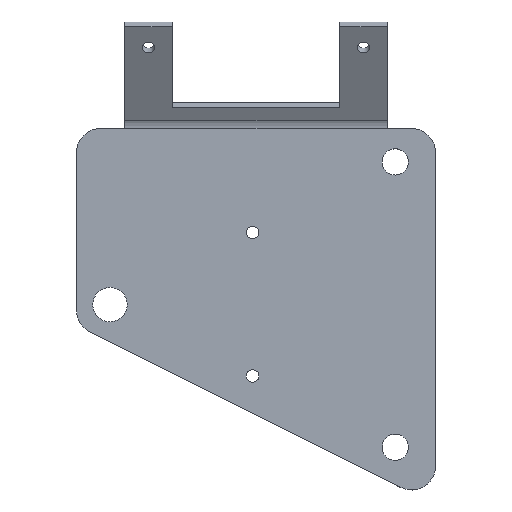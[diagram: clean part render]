
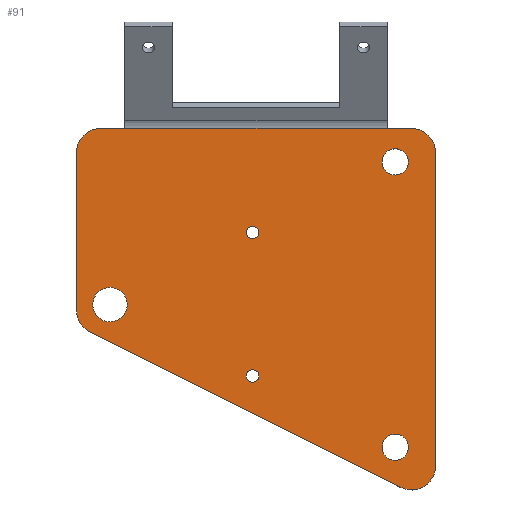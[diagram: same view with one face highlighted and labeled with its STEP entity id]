
A CAD part, top view. The second image highlights one B-rep face of the part: STEP entity #91.
In plain terms, the highlighted planar face has unit normal (0, 0, 1).
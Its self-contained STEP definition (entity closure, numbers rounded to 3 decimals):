
#37=FACE_BOUND('',#154,.T.);
#38=FACE_BOUND('',#155,.T.);
#39=FACE_BOUND('',#156,.T.);
#40=FACE_BOUND('',#157,.T.);
#41=FACE_BOUND('',#158,.T.);
#42=FACE_BOUND('',#159,.T.);
#91=ADVANCED_FACE('',(#37,#38,#39,#40,#41,#42),#116,.F.);
#116=PLANE('',#879);
#154=EDGE_LOOP('',(#231));
#155=EDGE_LOOP('',(#232));
#156=EDGE_LOOP('',(#233));
#157=EDGE_LOOP('',(#234));
#158=EDGE_LOOP('',(#235));
#159=EDGE_LOOP('',(#236,#237,#238,#239,#240,#241,#242,#243,#244,#245));
#231=ORIENTED_EDGE('',*,*,#413,.T.);
#232=ORIENTED_EDGE('',*,*,#414,.T.);
#233=ORIENTED_EDGE('',*,*,#415,.T.);
#234=ORIENTED_EDGE('',*,*,#416,.T.);
#235=ORIENTED_EDGE('',*,*,#417,.T.);
#236=ORIENTED_EDGE('',*,*,#395,.F.);
#237=ORIENTED_EDGE('',*,*,#412,.F.);
#238=ORIENTED_EDGE('',*,*,#409,.F.);
#239=ORIENTED_EDGE('',*,*,#391,.F.);
#240=ORIENTED_EDGE('',*,*,#418,.F.);
#241=ORIENTED_EDGE('',*,*,#385,.F.);
#242=ORIENTED_EDGE('',*,*,#407,.F.);
#243=ORIENTED_EDGE('',*,*,#404,.F.);
#244=ORIENTED_EDGE('',*,*,#401,.F.);
#245=ORIENTED_EDGE('',*,*,#398,.F.);
#335=VERTEX_POINT('',#1165);
#336=VERTEX_POINT('',#1166);
#341=VERTEX_POINT('',#1177);
#342=VERTEX_POINT('',#1179);
#345=VERTEX_POINT('',#1186);
#346=VERTEX_POINT('',#1188);
#348=VERTEX_POINT('',#1194);
#350=VERTEX_POINT('',#1200);
#352=VERTEX_POINT('',#1206);
#354=VERTEX_POINT('',#1215);
#355=VERTEX_POINT('',#1222);
#356=VERTEX_POINT('',#1224);
#357=VERTEX_POINT('',#1226);
#358=VERTEX_POINT('',#1228);
#359=VERTEX_POINT('',#1230);
#385=EDGE_CURVE('',#335,#336,#626,.T.);
#391=EDGE_CURVE('',#341,#342,#632,.T.);
#395=EDGE_CURVE('',#345,#346,#471,.T.);
#398=EDGE_CURVE('',#346,#348,#637,.T.);
#401=EDGE_CURVE('',#348,#350,#473,.T.);
#404=EDGE_CURVE('',#350,#352,#641,.T.);
#407=EDGE_CURVE('',#352,#335,#475,.T.);
#409=EDGE_CURVE('',#342,#354,#477,.T.);
#412=EDGE_CURVE('',#354,#345,#645,.T.);
#413=EDGE_CURVE('',#355,#355,#478,.T.);
#414=EDGE_CURVE('',#356,#356,#479,.T.);
#415=EDGE_CURVE('',#357,#357,#480,.T.);
#416=EDGE_CURVE('',#358,#358,#481,.T.);
#417=EDGE_CURVE('',#359,#359,#482,.T.);
#418=EDGE_CURVE('',#336,#341,#646,.T.);
#471=CIRCLE('',#860,5.);
#473=CIRCLE('',#864,5.);
#475=CIRCLE('',#868,5.);
#477=CIRCLE('',#871,5.);
#478=CIRCLE('',#874,1.3);
#479=CIRCLE('',#875,1.3);
#480=CIRCLE('',#876,3.6);
#481=CIRCLE('',#877,2.75);
#482=CIRCLE('',#878,2.75);
#626=LINE('',#1164,#693);
#632=LINE('',#1178,#699);
#637=LINE('',#1193,#704);
#641=LINE('',#1205,#708);
#645=LINE('',#1219,#712);
#646=LINE('',#1231,#713);
#693=VECTOR('',#967,1.);
#699=VECTOR('',#975,1.);
#704=VECTOR('',#988,1.);
#708=VECTOR('',#1000,1.);
#712=VECTOR('',#1018,1.);
#713=VECTOR('',#1031,1.);
#860=AXIS2_PLACEMENT_3D('',#1187,#982,#983);
#864=AXIS2_PLACEMENT_3D('',#1199,#994,#995);
#868=AXIS2_PLACEMENT_3D('',#1210,#1006,#1007);
#871=AXIS2_PLACEMENT_3D('',#1214,#1012,#1013);
#874=AXIS2_PLACEMENT_3D('',#1221,#1021,#1022);
#875=AXIS2_PLACEMENT_3D('',#1223,#1023,#1024);
#876=AXIS2_PLACEMENT_3D('',#1225,#1025,#1026);
#877=AXIS2_PLACEMENT_3D('',#1227,#1027,#1028);
#878=AXIS2_PLACEMENT_3D('',#1229,#1029,#1030);
#879=AXIS2_PLACEMENT_3D('',#1232,#1032,#1033);
#967=DIRECTION('',(1.,0.,0.));
#975=DIRECTION('',(1.,0.,0.));
#982=DIRECTION('',(0.,0.,-1.));
#983=DIRECTION('',(1.,0.,0.));
#988=DIRECTION('',(-0.894,0.447,0.));
#994=DIRECTION('',(0.,0.,-1.));
#995=DIRECTION('',(1.,0.,0.));
#1000=DIRECTION('',(0.,1.,0.));
#1006=DIRECTION('',(0.,0.,-1.));
#1007=DIRECTION('',(1.,0.,0.));
#1012=DIRECTION('',(0.,0.,-1.));
#1013=DIRECTION('',(1.,0.,0.));
#1018=DIRECTION('',(0.,-1.,0.));
#1021=DIRECTION('',(0.,0.,-1.));
#1022=DIRECTION('',(-1.,0.,0.));
#1023=DIRECTION('',(0.,0.,-1.));
#1024=DIRECTION('',(-1.,0.,0.));
#1025=DIRECTION('',(0.,0.,-1.));
#1026=DIRECTION('',(-1.,0.,0.));
#1027=DIRECTION('',(0.,0.,-1.));
#1028=DIRECTION('',(-1.,0.,0.));
#1029=DIRECTION('',(0.,0.,-1.));
#1030=DIRECTION('',(-1.,0.,0.));
#1031=DIRECTION('',(1.,0.,0.));
#1032=DIRECTION('',(0.,0.,-1.));
#1033=DIRECTION('',(-1.,0.,0.));
#1164=CARTESIAN_POINT('',(56.648,51.888,2.));
#1165=CARTESIAN_POINT('',(56.648,51.888,2.));
#1166=CARTESIAN_POINT('',(61.698,51.888,2.));
#1177=CARTESIAN_POINT('',(116.698,51.888,2.));
#1178=CARTESIAN_POINT('',(56.648,51.888,2.));
#1179=CARTESIAN_POINT('',(121.748,51.888,2.));
#1186=CARTESIAN_POINT('',(126.748,-18.748,2.));
#1187=CARTESIAN_POINT('',(121.748,-18.748,2.));
#1188=CARTESIAN_POINT('',(119.512,-23.22,2.));
#1193=CARTESIAN_POINT('',(119.512,-23.22,2.));
#1194=CARTESIAN_POINT('',(54.412,9.33,2.));
#1199=CARTESIAN_POINT('',(56.648,13.802,2.));
#1200=CARTESIAN_POINT('',(51.648,13.802,2.));
#1205=CARTESIAN_POINT('',(51.648,13.802,2.));
#1206=CARTESIAN_POINT('',(51.648,46.888,2.));
#1210=CARTESIAN_POINT('',(56.648,46.888,2.));
#1214=CARTESIAN_POINT('',(121.748,46.888,2.));
#1215=CARTESIAN_POINT('',(126.748,46.888,2.));
#1219=CARTESIAN_POINT('',(126.748,46.888,2.));
#1221=CARTESIAN_POINT('',(88.498,30.113,2.));
#1222=CARTESIAN_POINT('',(87.198,30.113,2.));
#1223=CARTESIAN_POINT('',(88.498,0.113,2.));
#1224=CARTESIAN_POINT('',(87.198,0.113,2.));
#1225=CARTESIAN_POINT('',(58.648,15.038,2.));
#1226=CARTESIAN_POINT('',(55.048,15.038,2.));
#1227=CARTESIAN_POINT('',(118.348,44.888,2.));
#1228=CARTESIAN_POINT('',(115.598,44.888,2.));
#1229=CARTESIAN_POINT('',(118.348,-14.812,2.));
#1230=CARTESIAN_POINT('',(115.598,-14.812,2.));
#1231=CARTESIAN_POINT('',(121.748,51.888,2.));
#1232=CARTESIAN_POINT('',(121.748,-18.748,2.));
